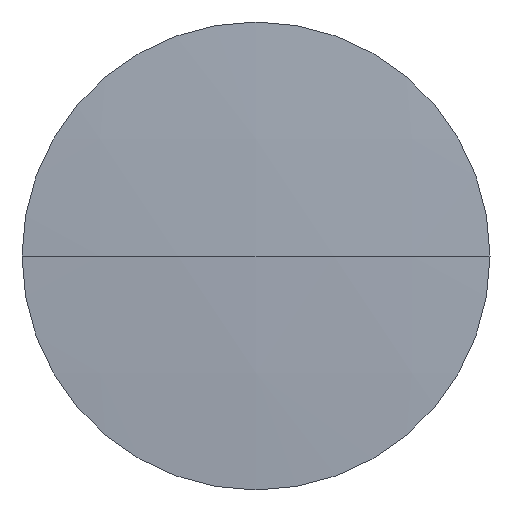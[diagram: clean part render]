
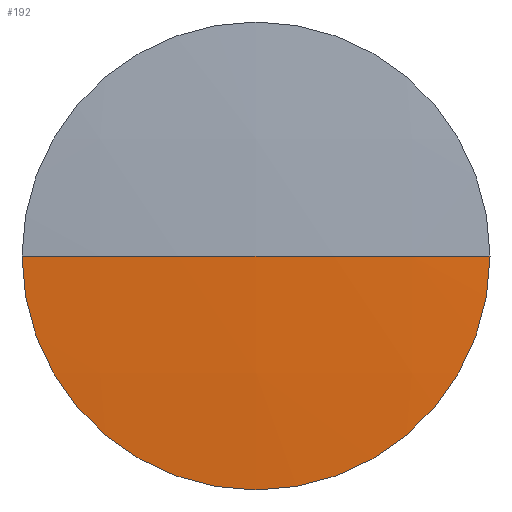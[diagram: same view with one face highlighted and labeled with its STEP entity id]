
A CAD part, left-side view. The second image highlights one B-rep face of the part: STEP entity #192.
In plain terms, the highlighted spherical face has radius 178 mm.
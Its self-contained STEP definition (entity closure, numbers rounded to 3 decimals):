
#8 = DIRECTION ( 'NONE',  ( 0., 0., 1. ) ) ;
#10 = SPHERICAL_SURFACE ( 'NONE', #100, 178. ) ;
#16 = VERTEX_POINT ( 'NONE', #128 ) ;
#21 = DIRECTION ( 'NONE',  ( 0., 0., -1. ) ) ;
#23 = EDGE_CURVE ( 'NONE', #16, #178, #99, .T. ) ;
#27 = EDGE_CURVE ( 'NONE', #171, #178, #79, .T. ) ;
#45 = DIRECTION ( 'NONE',  ( 0., 1., 0. ) ) ;
#46 = CARTESIAN_POINT ( 'NONE',  ( 300.612, 65.217, 0. ) ) ;
#51 = DIRECTION ( 'NONE',  ( 0., -1., 0. ) ) ;
#62 = DIRECTION ( 'NONE',  ( 0., 1., 0. ) ) ;
#77 = CARTESIAN_POINT ( 'NONE',  ( 122.612, 65.217, 0. ) ) ;
#78 = EDGE_CURVE ( 'NONE', #171, #16, #133, .T. ) ;
#79 = CIRCLE ( 'NONE', #174, 178. ) ;
#85 = FACE_OUTER_BOUND ( 'NONE', #101, .T. ) ;
#88 = CARTESIAN_POINT ( 'NONE',  ( 123.052, 77.717, 0. ) ) ;
#99 = CIRCLE ( 'NONE', #165, 178. ) ;
#100 = AXIS2_PLACEMENT_3D ( 'NONE', #46, #21, #45 ) ;
#101 = EDGE_LOOP ( 'NONE', ( #140, #166, #167 ) ) ;
#109 = DIRECTION ( 'NONE',  ( 0., 0., -1. ) ) ;
#114 = CARTESIAN_POINT ( 'NONE',  ( 123.052, 65.217, 0. ) ) ;
#128 = CARTESIAN_POINT ( 'NONE',  ( 123.052, 52.717, 0. ) ) ;
#133 = CIRCLE ( 'NONE', #176, 12.5 ) ;
#140 = ORIENTED_EDGE ( 'NONE', *, *, #78, .T. ) ;
#148 = DIRECTION ( 'NONE',  ( -1., 0., 0. ) ) ;
#158 = DIRECTION ( 'NONE',  ( 1., 0., 0. ) ) ;
#165 = AXIS2_PLACEMENT_3D ( 'NONE', #187, #109, #62 ) ;
#166 = ORIENTED_EDGE ( 'NONE', *, *, #23, .T. ) ;
#167 = ORIENTED_EDGE ( 'NONE', *, *, #27, .F. ) ;
#171 = VERTEX_POINT ( 'NONE', #88 ) ;
#174 = AXIS2_PLACEMENT_3D ( 'NONE', #185, #8, #158 ) ;
#176 = AXIS2_PLACEMENT_3D ( 'NONE', #114, #148, #51 ) ;
#178 = VERTEX_POINT ( 'NONE', #77 ) ;
#185 = CARTESIAN_POINT ( 'NONE',  ( 300.612, 65.217, 0. ) ) ;
#187 = CARTESIAN_POINT ( 'NONE',  ( 300.612, 65.217, 0. ) ) ;
#192 = ADVANCED_FACE ( 'NONE', ( #85 ), #10, .T. ) ;
